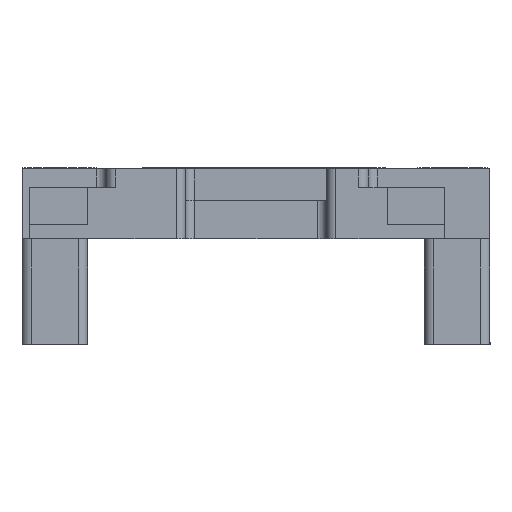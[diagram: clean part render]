
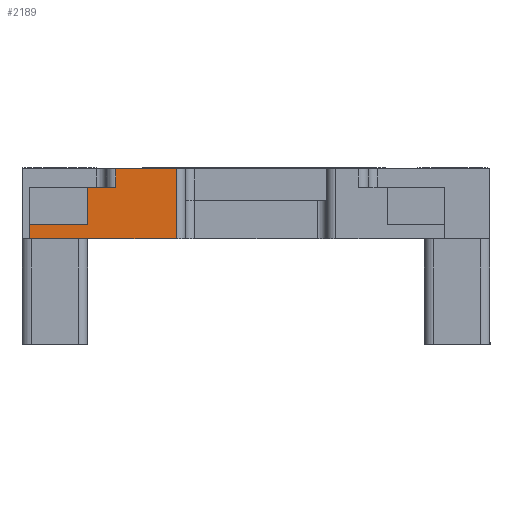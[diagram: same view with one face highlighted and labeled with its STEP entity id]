
A CAD part, front view. The second image highlights one B-rep face of the part: STEP entity #2189.
In plain terms, the highlighted planar face has unit normal (0, -1, 0).
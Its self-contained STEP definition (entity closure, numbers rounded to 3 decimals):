
#227 = DIRECTION ( 'NONE',  ( -1., 0., 0. ) ) ;
#345 = PLANE ( 'NONE',  #10838 ) ;
#454 = EDGE_CURVE ( 'NONE', #1258, #10226, #3845, .T. ) ;
#474 = DIRECTION ( 'NONE',  ( 1., 0., 0. ) ) ;
#972 = VERTEX_POINT ( 'NONE', #4379 ) ;
#1042 = CARTESIAN_POINT ( 'NONE',  ( -18., -36., -2. ) ) ;
#1061 = CARTESIAN_POINT ( 'NONE',  ( -24.2, -36., -3.5 ) ) ;
#1258 = VERTEX_POINT ( 'NONE', #2180 ) ;
#1389 = FACE_OUTER_BOUND ( 'NONE', #2862, .T. ) ;
#1451 = CARTESIAN_POINT ( 'NONE',  ( -26., -36., 2. ) ) ;
#1596 = VECTOR ( 'NONE', #9474, 1000. ) ;
#1712 = LINE ( 'NONE', #9408, #1596 ) ;
#2052 = EDGE_CURVE ( 'NONE', #12651, #2916, #8370, .T. ) ;
#2136 = CARTESIAN_POINT ( 'NONE',  ( -15., -36., 7. ) ) ;
#2180 = CARTESIAN_POINT ( 'NONE',  ( -24.2, -36., -2. ) ) ;
#2189 = ADVANCED_FACE ( 'NONE', ( #1389 ), #345, .F. ) ;
#2378 = DIRECTION ( 'NONE',  ( 0., 0., 1. ) ) ;
#2577 = LINE ( 'NONE', #1451, #8139 ) ;
#2730 = ORIENTED_EDGE ( 'NONE', *, *, #5422, .F. ) ;
#2813 = LINE ( 'NONE', #8702, #3357 ) ;
#2840 = CARTESIAN_POINT ( 'NONE',  ( -4.805, -36., 4. ) ) ;
#2862 = EDGE_LOOP ( 'NONE', ( #6883, #11172, #11920, #2730, #10270, #8635, #3973, #9177 ) ) ;
#2916 = VERTEX_POINT ( 'NONE', #1061 ) ;
#3175 = VERTEX_POINT ( 'NONE', #9044 ) ;
#3234 = VECTOR ( 'NONE', #2378, 1000. ) ;
#3357 = VECTOR ( 'NONE', #6990, 1000. ) ;
#3405 = VECTOR ( 'NONE', #12385, 1000. ) ;
#3650 = VECTOR ( 'NONE', #10831, 1000. ) ;
#3845 = LINE ( 'NONE', #7889, #3650 ) ;
#3973 = ORIENTED_EDGE ( 'NONE', *, *, #11025, .F. ) ;
#4168 = DIRECTION ( 'NONE',  ( 0., 0., 1. ) ) ;
#4379 = CARTESIAN_POINT ( 'NONE',  ( -15., -36., 4. ) ) ;
#5422 = EDGE_CURVE ( 'NONE', #972, #7215, #7952, .T. ) ;
#5531 = LINE ( 'NONE', #8489, #3405 ) ;
#6121 = EDGE_CURVE ( 'NONE', #2916, #1258, #2813, .T. ) ;
#6817 = DIRECTION ( 'NONE',  ( 1., 0., 0. ) ) ;
#6883 = ORIENTED_EDGE ( 'NONE', *, *, #6121, .F. ) ;
#6990 = DIRECTION ( 'NONE',  ( 0., 0., 1. ) ) ;
#7085 = VECTOR ( 'NONE', #6817, 1000. ) ;
#7215 = VERTEX_POINT ( 'NONE', #7928 ) ;
#7399 = CARTESIAN_POINT ( 'NONE',  ( -8.525, -36., -3.5 ) ) ;
#7453 = LINE ( 'NONE', #2136, #3234 ) ;
#7889 = CARTESIAN_POINT ( 'NONE',  ( -26., -36., -2. ) ) ;
#7928 = CARTESIAN_POINT ( 'NONE',  ( -8.525, -36., 4. ) ) ;
#7952 = LINE ( 'NONE', #2840, #7085 ) ;
#8139 = VECTOR ( 'NONE', #474, 1000. ) ;
#8370 = LINE ( 'NONE', #12289, #11497 ) ;
#8489 = CARTESIAN_POINT ( 'NONE',  ( -18., -36., 7. ) ) ;
#8635 = ORIENTED_EDGE ( 'NONE', *, *, #11065, .F. ) ;
#8702 = CARTESIAN_POINT ( 'NONE',  ( -24.2, -36., 0. ) ) ;
#9044 = CARTESIAN_POINT ( 'NONE',  ( -15., -36., 2. ) ) ;
#9177 = ORIENTED_EDGE ( 'NONE', *, *, #454, .F. ) ;
#9263 = DIRECTION ( 'NONE',  ( 0., 1., 0. ) ) ;
#9408 = CARTESIAN_POINT ( 'NONE',  ( -8.525, -36., 7. ) ) ;
#9474 = DIRECTION ( 'NONE',  ( 0., 0., -1. ) ) ;
#9562 = CARTESIAN_POINT ( 'NONE',  ( -18., -36., 2. ) ) ;
#10226 = VERTEX_POINT ( 'NONE', #1042 ) ;
#10270 = ORIENTED_EDGE ( 'NONE', *, *, #12579, .F. ) ;
#10831 = DIRECTION ( 'NONE',  ( 1., 0., 0. ) ) ;
#10838 = AXIS2_PLACEMENT_3D ( 'NONE', #11941, #9263, #4168 ) ;
#11025 = EDGE_CURVE ( 'NONE', #10226, #11526, #5531, .T. ) ;
#11065 = EDGE_CURVE ( 'NONE', #11526, #3175, #2577, .T. ) ;
#11172 = ORIENTED_EDGE ( 'NONE', *, *, #2052, .F. ) ;
#11497 = VECTOR ( 'NONE', #227, 1000. ) ;
#11526 = VERTEX_POINT ( 'NONE', #9562 ) ;
#11920 = ORIENTED_EDGE ( 'NONE', *, *, #12307, .F. ) ;
#11941 = CARTESIAN_POINT ( 'NONE',  ( -26., -36., 7. ) ) ;
#12289 = CARTESIAN_POINT ( 'NONE',  ( -26., -36., -3.5 ) ) ;
#12307 = EDGE_CURVE ( 'NONE', #7215, #12651, #1712, .T. ) ;
#12385 = DIRECTION ( 'NONE',  ( 0., 0., 1. ) ) ;
#12579 = EDGE_CURVE ( 'NONE', #3175, #972, #7453, .T. ) ;
#12651 = VERTEX_POINT ( 'NONE', #7399 ) ;
